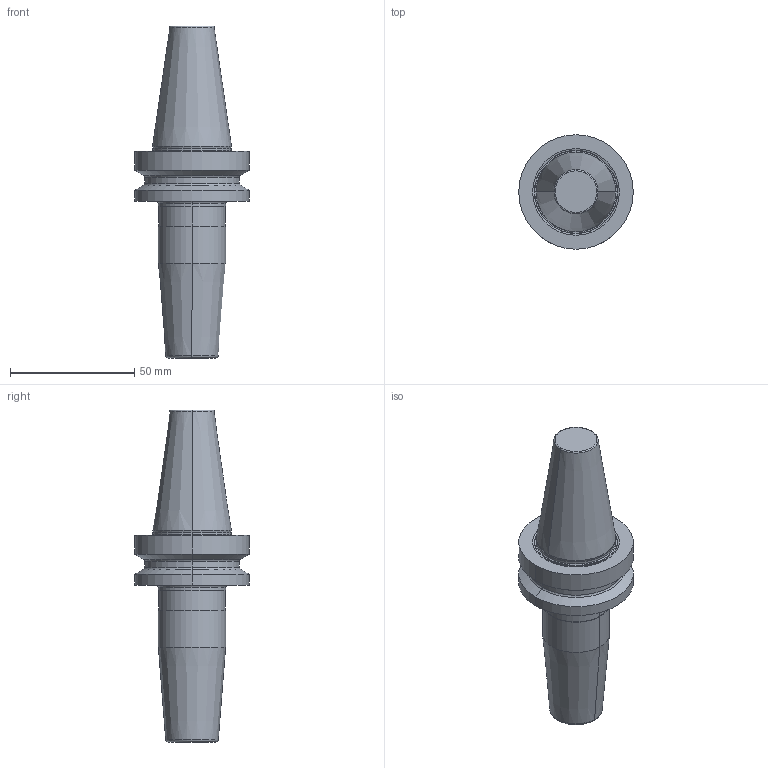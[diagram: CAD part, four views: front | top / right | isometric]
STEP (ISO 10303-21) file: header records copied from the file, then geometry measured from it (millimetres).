
FILE_DESCRIPTION((''),'2;1');
FILE_NAME('30338726','2016-04-22T',('BahnemannR'),(''),'PRO/ENGINEER BY PARAMETRIC TECHNOLOGY CORPORATION, 2011220','PRO/ENGINEER BY PARAMETRIC TECHNOLOGY CORPORATION, 2011220','');
FILE_SCHEMA(('AUTOMOTIVE_DESIGN_CC2 { 1 2 10303 214 -1 1 5 2 }'));
Length unit declared in the file: millimetre
Products named in the file (1): 30338726
Bounding box: 46 x 46 x 133.4 mm (x, y, z)
Volume: 85146.9 mm3; surface area: 15821.5 mm2
Topology: 1 solids, 2 shells, 57 faces, 210 edges, 165 vertices
Faces by surface type: torus 18, cylinder 16, cone 14, plane 9
Entity records: 2815 total; most frequent: DIRECTION 435, CARTESIAN_POINT 331, PRESENTATION_STYLE_ASSIGNMENT 220, STYLED_ITEM 220, ORIENTED_EDGE 220, CURVE_STYLE 215, AXIS2_PLACEMENT_3D 167, EDGE_CURVE 110
